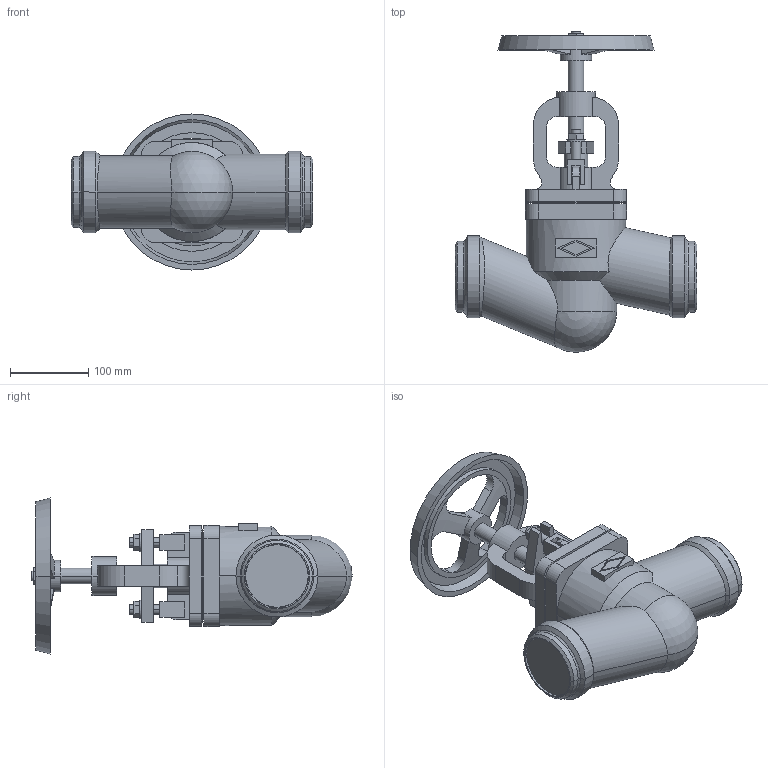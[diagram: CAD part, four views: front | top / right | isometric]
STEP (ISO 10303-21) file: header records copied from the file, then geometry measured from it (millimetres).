
FILE_DESCRIPTION(('OneSpaceDesigner STEP Export'),'2;1');
FILE_NAME('c000001364.stp','2005-11-22T14:09:31',(''),(''),'OneSpace Designer STEP processor for AP203 (Solid Model)','OneSpace Designer 13.20A 18-Aug-2005 (C) CoCreate Software GmbH','');
FILE_SCHEMA(('CONFIG_CONTROL_DESIGN'));
Length unit declared in the file: millimetre
Products named in the file (1): 1
Bounding box: 310 x 410.48 x 200 mm (x, y, z)
Volume: 4384882.2 mm3; surface area: 318034.1 mm2
Topology: 1 solids, 1 shells, 247 faces, 628 edges, 403 vertices
Faces by surface type: plane 124, cylinder 85, cone 32, torus 4, sphere 2
Entity records: 7774 total; most frequent: CARTESIAN_POINT 2038, ORIENTED_EDGE 1252, DIRECTION 1073, EDGE_CURVE 626, VERTEX_POINT 403, VECTOR 367, LINE 367, AXIS2_PLACEMENT_3D 353
